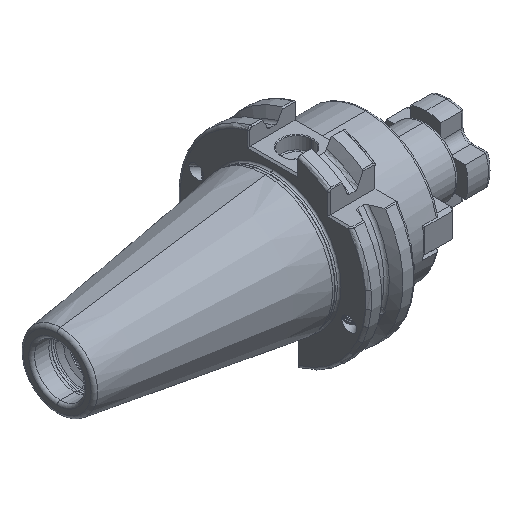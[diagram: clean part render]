
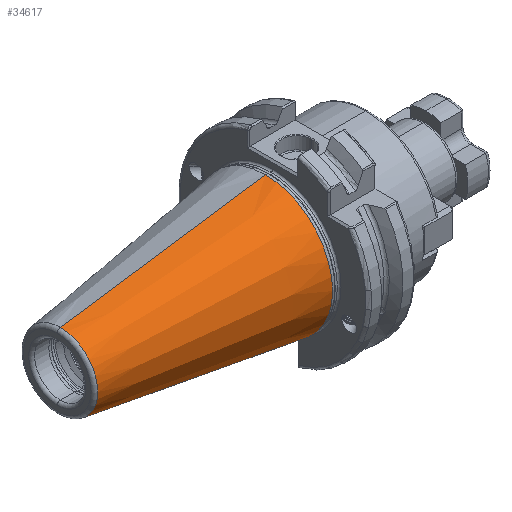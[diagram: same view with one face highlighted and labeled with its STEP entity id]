
A CAD part, isometric view. The second image highlights one B-rep face of the part: STEP entity #34617.
In plain terms, the highlighted conical face has half-angle 8.297 degrees and reference radius 22.692 mm.
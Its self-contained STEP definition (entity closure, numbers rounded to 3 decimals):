
#3905 = DIRECTION ( 'NONE',  ( 0., 0., -1. ) ) ;
#3924 = DIRECTION ( 'NONE',  ( 1., 0., 0. ) ) ;
#3926 = CARTESIAN_POINT ( 'NONE',  ( 0., 0., 0. ) ) ;
#8781 = ORIENTED_EDGE ( 'NONE', *, *, #24764, .F. ) ;
#8805 = ORIENTED_EDGE ( 'NONE', *, *, #17929, .T. ) ;
#8810 = ORIENTED_EDGE ( 'NONE', *, *, #17885, .F. ) ;
#10281 = EDGE_LOOP ( 'NONE', ( #8781, #8805, #35214, #8810 ) ) ;
#12185 = CARTESIAN_POINT ( 'NONE',  ( -2.5, 0., 22.327 ) ) ;
#13430 = CARTESIAN_POINT ( 'NONE',  ( -70.573, 0., 12.4 ) ) ;
#13438 = CARTESIAN_POINT ( 'NONE',  ( -70.573, 0., -12.4 ) ) ;
#13453 = CARTESIAN_POINT ( 'NONE',  ( -2.5, 0., -22.327 ) ) ;
#16782 = CIRCLE ( 'NONE', #26389, 12.4 ) ;
#17570 = LINE ( 'NONE', #40168, #17585 ) ;
#17572 = LINE ( 'NONE', #40177, #17598 ) ;
#17585 = VECTOR ( 'NONE', #40160, 1000. ) ;
#17598 = VECTOR ( 'NONE', #40164, 1000. ) ;
#17885 = EDGE_CURVE ( 'NONE', #30172, #30128, #39133, .T. ) ;
#17929 = EDGE_CURVE ( 'NONE', #30115, #30089, #16782, .T. ) ;
#20053 = CARTESIAN_POINT ( 'NONE',  ( -2.5, 0., 0. ) ) ;
#20066 = DIRECTION ( 'NONE',  ( 1., 0., 0. ) ) ;
#20072 = DIRECTION ( 'NONE',  ( 0., 0., -1. ) ) ;
#20746 = CARTESIAN_POINT ( 'NONE',  ( -70.573, 0., 0. ) ) ;
#20759 = DIRECTION ( 'NONE',  ( 0., 0., 1. ) ) ;
#20770 = DIRECTION ( 'NONE',  ( 1., 0., 0. ) ) ;
#21179 = AXIS2_PLACEMENT_3D ( 'NONE', #3926, #3924, #3905 ) ;
#24762 = EDGE_CURVE ( 'NONE', #30089, #30128, #17570, .T. ) ;
#24764 = EDGE_CURVE ( 'NONE', #30115, #30172, #17572, .T. ) ;
#26389 = AXIS2_PLACEMENT_3D ( 'NONE', #20746, #20770, #20759 ) ;
#26409 = AXIS2_PLACEMENT_3D ( 'NONE', #20053, #20066, #20072 ) ;
#30089 = VERTEX_POINT ( 'NONE', #13438 ) ;
#30115 = VERTEX_POINT ( 'NONE', #13430 ) ;
#30128 = VERTEX_POINT ( 'NONE', #13453 ) ;
#30172 = VERTEX_POINT ( 'NONE', #12185 ) ;
#30504 = FACE_OUTER_BOUND ( 'NONE', #10281, .T. ) ;
#30601 = CONICAL_SURFACE ( 'NONE', #21179, 22.692, 0.145 ) ;
#34617 = ADVANCED_FACE ( 'NONE', ( #30504 ), #30601, .T. ) ;
#35214 = ORIENTED_EDGE ( 'NONE', *, *, #24762, .T. ) ;
#39133 = CIRCLE ( 'NONE', #26409, 22.327 ) ;
#40160 = DIRECTION ( 'NONE',  ( 0.99, 0., -0.144 ) ) ;
#40164 = DIRECTION ( 'NONE',  ( 0.99, 0., 0.144 ) ) ;
#40168 = CARTESIAN_POINT ( 'NONE',  ( 0., 0., -22.692 ) ) ;
#40177 = CARTESIAN_POINT ( 'NONE',  ( 0., 0., 22.692 ) ) ;
